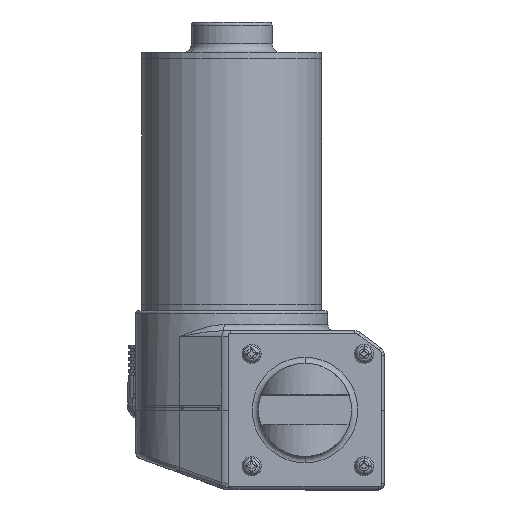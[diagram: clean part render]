
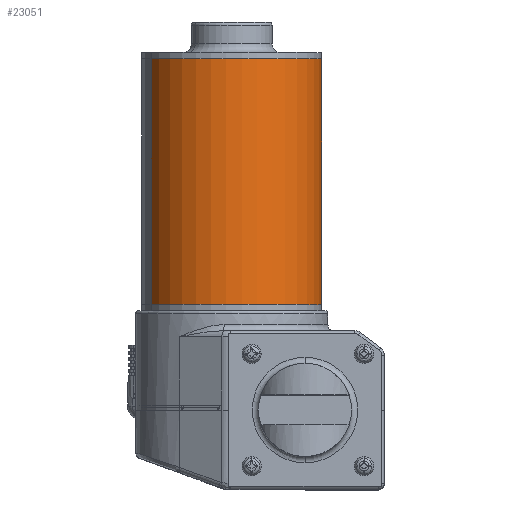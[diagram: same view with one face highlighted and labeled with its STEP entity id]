
A CAD part, top view. The second image highlights one B-rep face of the part: STEP entity #23051.
In plain terms, the highlighted cylindrical face has radius 29.5 mm (diameter 59 mm), a partial arc.
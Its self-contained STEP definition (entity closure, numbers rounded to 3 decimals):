
#352 = DIRECTION ( 'NONE',  ( -1., 0., 0. ) ) ;
#2237 = AXIS2_PLACEMENT_3D ( 'NONE', #19626, #5300, #352 ) ;
#2988 = CARTESIAN_POINT ( 'NONE',  ( 0., 0., 80.5 ) ) ;
#2989 = AXIS2_PLACEMENT_3D ( 'NONE', #4496, #21192, #6871 ) ;
#3283 = ORIENTED_EDGE ( 'NONE', *, *, #19712, .T. ) ;
#4496 = CARTESIAN_POINT ( 'NONE',  ( 0., 0., 0. ) ) ;
#5300 = DIRECTION ( 'NONE',  ( 0., 0., -1. ) ) ;
#5406 = DIRECTION ( 'NONE',  ( 1., 0., 0. ) ) ;
#6871 = DIRECTION ( 'NONE',  ( 1., 0., 0. ) ) ;
#7189 = VERTEX_POINT ( 'NONE', #22523 ) ;
#8152 = DIRECTION ( 'NONE',  ( 0., 0., -1. ) ) ;
#10793 = CARTESIAN_POINT ( 'NONE',  ( 29.5, 0., 80.5 ) ) ;
#14864 = VERTEX_POINT ( 'NONE', #21379 ) ;
#15815 = CYLINDRICAL_SURFACE ( 'NONE', #2237, 29.5 ) ;
#15829 = ORIENTED_EDGE ( 'NONE', *, *, #18367, .F. ) ;
#16958 = LINE ( 'NONE', #10793, #28219 ) ;
#18039 = VERTEX_POINT ( 'NONE', #19698 ) ;
#18074 = CIRCLE ( 'NONE', #24302, 29.5 ) ;
#18367 = EDGE_CURVE ( 'NONE', #26203, #7189, #30311, .T. ) ;
#18671 = ORIENTED_EDGE ( 'NONE', *, *, #29157, .T. ) ;
#19626 = CARTESIAN_POINT ( 'NONE',  ( 0., 0., 80.5 ) ) ;
#19698 = CARTESIAN_POINT ( 'NONE',  ( 29.5, 0., 0. ) ) ;
#19712 = EDGE_CURVE ( 'NONE', #18039, #7189, #30996, .T. ) ;
#19726 = DIRECTION ( 'NONE',  ( 0., 0., 1. ) ) ;
#21192 = DIRECTION ( 'NONE',  ( 0., 0., 1. ) ) ;
#21379 = CARTESIAN_POINT ( 'NONE',  ( 29.5, 0., 80.5 ) ) ;
#21555 = ORIENTED_EDGE ( 'NONE', *, *, #29384, .F. ) ;
#22450 = CARTESIAN_POINT ( 'NONE',  ( -29.5, 0., 80.5 ) ) ;
#22523 = CARTESIAN_POINT ( 'NONE',  ( -29.5, 0., 0. ) ) ;
#22787 = DIRECTION ( 'NONE',  ( 0., 0., -1. ) ) ;
#23051 = ADVANCED_FACE ( 'NONE', ( #28599 ), #15815, .T. ) ;
#24302 = AXIS2_PLACEMENT_3D ( 'NONE', #2988, #19726, #5406 ) ;
#26056 = EDGE_LOOP ( 'NONE', ( #21555, #18671, #3283, #15829 ) ) ;
#26203 = VERTEX_POINT ( 'NONE', #29986 ) ;
#28219 = VECTOR ( 'NONE', #22787, 1000. ) ;
#28599 = FACE_OUTER_BOUND ( 'NONE', #26056, .T. ) ;
#29157 = EDGE_CURVE ( 'NONE', #14864, #18039, #16958, .T. ) ;
#29384 = EDGE_CURVE ( 'NONE', #14864, #26203, #18074, .T. ) ;
#29986 = CARTESIAN_POINT ( 'NONE',  ( -29.5, 0., 80.5 ) ) ;
#30311 = LINE ( 'NONE', #22450, #31055 ) ;
#30996 = CIRCLE ( 'NONE', #2989, 29.5 ) ;
#31055 = VECTOR ( 'NONE', #8152, 1000. ) ;
